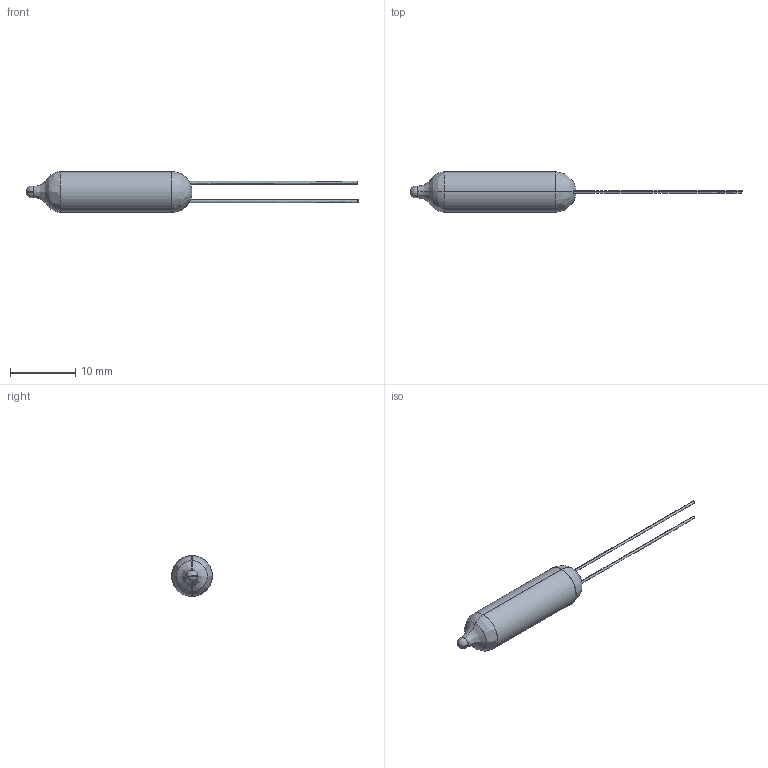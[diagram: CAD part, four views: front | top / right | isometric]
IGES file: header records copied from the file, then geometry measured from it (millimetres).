
Start section: SolidWorks IGES file using analytic representation for surfaces
Global section: file name: A1A.IGS; native system: SolidWorks 2016; preprocessor: SolidWorks 2016; author: TStoltenburg; date: 170912.100040; units: inch
Bounding box: 50.8 x 6.22 x 6.22 mm (x, y, z)
Surface area: 1094.2 mm2 (no closed solid volume)
Topology: 0 solids, 0 shells, 42 faces, 402 edges, 394 vertices
Faces by surface type: bspline 22, revolution 20
